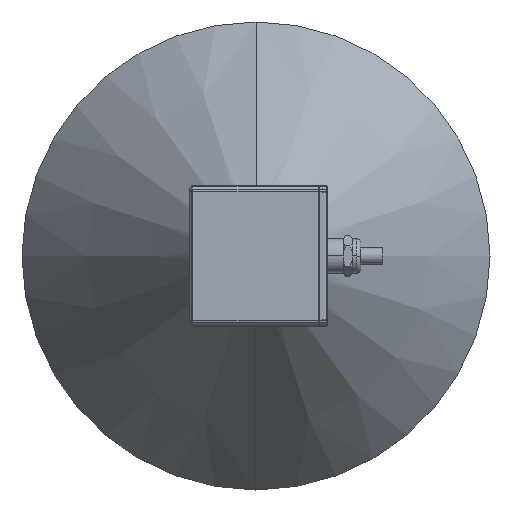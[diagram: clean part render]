
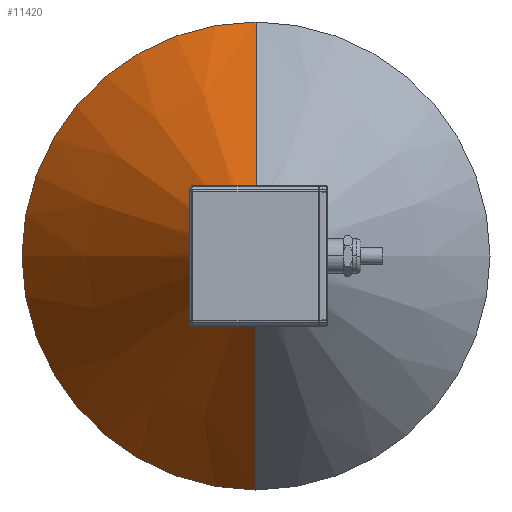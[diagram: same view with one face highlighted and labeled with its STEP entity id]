
A CAD part, front view. The second image highlights one B-rep face of the part: STEP entity #11420.
In plain terms, the highlighted conical face has half-angle 35.2 degrees and reference radius 60.601 mm.
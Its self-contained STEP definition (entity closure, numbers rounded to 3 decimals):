
#10667=CARTESIAN_POINT('',(0.,77.081,
21.711));
#10668=CARTESIAN_POINT('',(-0.362,77.001,
21.654));
#10669=CARTESIAN_POINT('',(-0.977,76.865,
21.541));
#10670=CARTESIAN_POINT('',(-1.996,76.639,
21.315));
#10671=CARTESIAN_POINT('',(-3.022,76.411,
21.032));
#10672=CARTESIAN_POINT('',(-4.049,76.184,
20.693));
#10673=CARTESIAN_POINT('',(-4.939,75.986,
20.354));
#10674=CARTESIAN_POINT('',(-5.733,75.81,
20.015));
#10675=CARTESIAN_POINT('',(-6.692,75.598,
19.562));
#10676=CARTESIAN_POINT('',(-7.743,75.365,
18.997));
#10677=CARTESIAN_POINT('',(-8.841,75.121,
18.318));
#10678=CARTESIAN_POINT('',(-9.815,74.906,
17.64));
#10679=CARTESIAN_POINT('',(-10.689,74.712,
16.961));
#10680=CARTESIAN_POINT('',(-11.745,74.477,
16.057));
#10681=CARTESIAN_POINT('',(-12.892,74.223,
14.926));
#10682=CARTESIAN_POINT('',(-14.057,73.965,
13.569));
#10683=CARTESIAN_POINT('',(-15.048,73.745,
12.212));
#10684=CARTESIAN_POINT('',(-15.893,73.558,
10.855));
#10685=CARTESIAN_POINT('',(-16.609,73.399,
9.498));
#10686=CARTESIAN_POINT('',(-17.409,73.222,
7.689));
#10687=CARTESIAN_POINT('',(-18.147,73.058,
5.428));
#10688=CARTESIAN_POINT('',(-18.662,72.944,
2.714));
#10689=CARTESIAN_POINT('',(-18.831,72.907,
0.));
#10690=CARTESIAN_POINT('',(-18.662,72.944,
-2.714));
#10691=CARTESIAN_POINT('',(-18.147,73.058,
-5.428));
#10692=CARTESIAN_POINT('',(-17.409,73.222,
-7.689));
#10693=CARTESIAN_POINT('',(-16.609,73.399,
-9.498));
#10694=CARTESIAN_POINT('',(-15.893,73.558,
-10.855));
#10695=CARTESIAN_POINT('',(-15.048,73.745,
-12.212));
#10696=CARTESIAN_POINT('',(-14.057,73.965,
-13.569));
#10697=CARTESIAN_POINT('',(-12.892,74.223,
-14.926));
#10698=CARTESIAN_POINT('',(-11.745,74.477,
-16.057));
#10699=CARTESIAN_POINT('',(-10.689,74.712,
-16.961));
#10700=CARTESIAN_POINT('',(-9.815,74.906,
-17.64));
#10701=CARTESIAN_POINT('',(-8.841,75.121,
-18.318));
#10702=CARTESIAN_POINT('',(-7.743,75.365,
-18.997));
#10703=CARTESIAN_POINT('',(-6.692,75.598,
-19.562));
#10704=CARTESIAN_POINT('',(-5.733,75.81,
-20.015));
#10705=CARTESIAN_POINT('',(-4.939,75.986,
-20.354));
#10706=CARTESIAN_POINT('',(-4.049,76.184,
-20.693));
#10707=CARTESIAN_POINT('',(-3.022,76.411,
-21.032));
#10708=CARTESIAN_POINT('',(-1.996,76.639,
-21.315));
#10709=CARTESIAN_POINT('',(-0.977,76.865,
-21.541));
#10710=CARTESIAN_POINT('',(-0.362,77.001,
-21.654));
#10711=CARTESIAN_POINT('',(0.,77.081,
-21.711));
#11093=DIRECTION('',(0.,0.817,0.576));
#11094=VECTOR('',#11093,147.27);
#11095=CARTESIAN_POINT('',(0.,77.081,
21.711));
#11096=LINE('',#11095,#11094);
#11097=DIRECTION('',(0.,-0.817,0.576));
#11098=VECTOR('',#11097,147.27);
#11099=CARTESIAN_POINT('',(0.,197.422,
-106.602));
#11100=LINE('',#11099,#11098);
#11119=CARTESIAN_POINT('',(0.,197.422,0.));
#11120=DIRECTION('',(0.,-1.,0.));
#11121=DIRECTION('',(0.,0.,1.));
#11122=AXIS2_PLACEMENT_3D('',#11119,#11120,#11121);
#11175=CARTESIAN_POINT('',(0.,197.422,
106.602));
#11176=CARTESIAN_POINT('',(0.,197.422,-106.602));
#11177=VERTEX_POINT('',#11175);
#11178=VERTEX_POINT('',#11176);
#11301=VERTEX_POINT('',#10667);
#11302=VERTEX_POINT('',#10711);
#11405=CARTESIAN_POINT('',(0.,132.212,0.));
#11406=DIRECTION('',(0.,1.,0.));
#11407=DIRECTION('',(0.,0.,1.));
#11408=AXIS2_PLACEMENT_3D('',#11405,#11406,#11407);
#11409=CONICAL_SURFACE('',#11408,60.601,35.2);
#11411=ORIENTED_EDGE('',*,*,#11410,.T.);
#11413=ORIENTED_EDGE('',*,*,#11412,.F.);
#11415=ORIENTED_EDGE('',*,*,#11414,.F.);
#11417=ORIENTED_EDGE('',*,*,#11416,.F.);
#11418=EDGE_LOOP('',(#11411,#11413,#11415,#11417));
#11419=FACE_OUTER_BOUND('',#11418,.F.);
#11420=ADVANCED_FACE('',(#11419),#11409,.T.);
#10712=B_SPLINE_CURVE_WITH_KNOTS('',3,(#10667,#10668,#10669,#10670,#10671,
#10672,#10673,#10674,#10675,#10676,#10677,#10678,#10679,#10680,#10681,#10682,
#10683,#10684,#10685,#10686,#10687,#10688,#10689,#10690,#10691,#10692,#10693,
#10694,#10695,#10696,#10697,#10698,#10699,#10700,#10701,#10702,#10703,#10704,
#10705,#10706,#10707,#10708,#10709,#10710,#10711),.UNSPECIFIED.,.F.,.F.,(4,1,1,
1,1,1,1,1,1,1,1,1,1,1,1,1,1,1,1,1,1,1,1,1,1,1,1,1,1,1,1,1,1,1,1,1,1,1,1,1,1,1,
4),(0.,0.004,0.008,0.016,0.023,0.031,0.039,
0.047,0.063,0.078,0.094,0.109,0.125,0.156,0.188,
0.219,0.25,0.281,0.313,0.375,0.438,0.5,0.563,0.625,
0.688,0.719,0.75,0.781,0.813,0.844,0.875,0.891,
0.906,0.922,0.938,0.953,0.961,0.969,0.977,
0.984,0.992,0.996,1.),.UNSPECIFIED.);
#11123=CIRCLE('',#11122,106.602);
#11410=EDGE_CURVE('',#11301,#11302,#10712,.T.);
#11412=EDGE_CURVE('',#11178,#11302,#11100,.T.);
#11414=EDGE_CURVE('',#11177,#11178,#11123,.T.);
#11416=EDGE_CURVE('',#11301,#11177,#11096,.T.);
